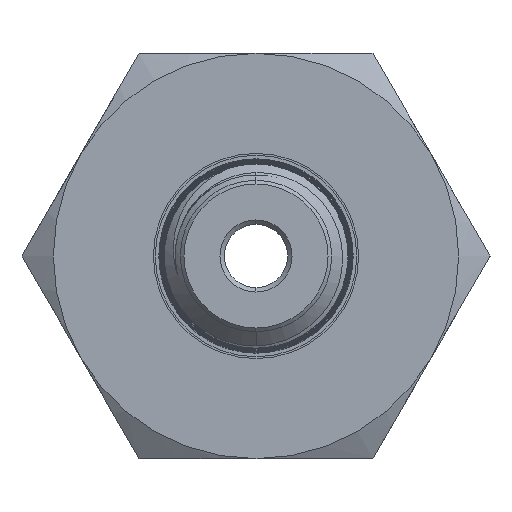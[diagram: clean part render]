
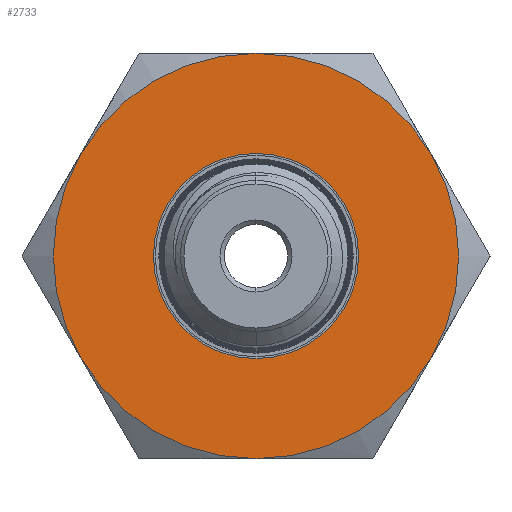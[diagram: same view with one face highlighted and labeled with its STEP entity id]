
A CAD part, left-side view. The second image highlights one B-rep face of the part: STEP entity #2733.
In plain terms, the highlighted planar face has unit normal (-1, 0, 0).
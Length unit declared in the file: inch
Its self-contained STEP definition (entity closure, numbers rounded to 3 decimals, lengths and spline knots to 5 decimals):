
#28 = FACE_OUTER_BOUND ( 'NONE', #8743, .T. ) ;
#727 = DIRECTION ( 'NONE',  ( 1., 0., 0. ) ) ;
#1014 = VERTEX_POINT ( 'NONE', #9757 ) ;
#1276 = EDGE_LOOP ( 'NONE', ( #9109, #12123 ) ) ;
#1462 = CIRCLE ( 'NONE', #4927, 0.28475 ) ;
#1522 = EDGE_CURVE ( 'NONE', #7282, #5967, #1462, .T. ) ;
#1722 = CARTESIAN_POINT ( 'NONE',  ( -0.9445, 0., 0. ) ) ;
#1780 = EDGE_CURVE ( 'NONE', #9306, #1014, #4350, .T. ) ;
#1823 = DIRECTION ( 'NONE',  ( 0., 0., -1. ) ) ;
#1865 = CARTESIAN_POINT ( 'NONE',  ( -0.9445, 0., 0. ) ) ;
#2045 = CARTESIAN_POINT ( 'NONE',  ( -0.9445, 0., 0. ) ) ;
#2483 = CARTESIAN_POINT ( 'NONE',  ( -0.9445, 0., 0. ) ) ;
#2617 = CARTESIAN_POINT ( 'NONE',  ( -0.9445, 0.48714, -0.28125 ) ) ;
#2631 = EDGE_CURVE ( 'NONE', #3159, #9547, #7985, .T. ) ;
#2733 = ADVANCED_FACE ( 'NONE', ( #8655, #28 ), #6293, .F. ) ;
#2896 = DIRECTION ( 'NONE',  ( 0., 0., 1. ) ) ;
#2951 = ORIENTED_EDGE ( 'NONE', *, *, #2631, .T. ) ;
#3118 = DIRECTION ( 'NONE',  ( 0., 0., -1. ) ) ;
#3159 = VERTEX_POINT ( 'NONE', #11761 ) ;
#3325 = VERTEX_POINT ( 'NONE', #5226 ) ;
#3379 = VERTEX_POINT ( 'NONE', #5460 ) ;
#4350 = CIRCLE ( 'NONE', #10090, 0.5625 ) ;
#4927 = AXIS2_PLACEMENT_3D ( 'NONE', #10554, #12869, #1823 ) ;
#5226 = CARTESIAN_POINT ( 'NONE',  ( -0.9445, 0., 0.5625 ) ) ;
#5275 = CIRCLE ( 'NONE', #8855, 0.5625 ) ;
#5460 = CARTESIAN_POINT ( 'NONE',  ( -0.9445, -0.48714, 0.28125 ) ) ;
#5514 = DIRECTION ( 'NONE',  ( 0., 0., 1. ) ) ;
#5967 = VERTEX_POINT ( 'NONE', #10629 ) ;
#6194 = CIRCLE ( 'NONE', #10451, 0.5625 ) ;
#6250 = CARTESIAN_POINT ( 'NONE',  ( -0.9445, 0., 0. ) ) ;
#6293 = PLANE ( 'NONE',  #13813 ) ;
#6367 = CIRCLE ( 'NONE', #14323, 0.5625 ) ;
#6576 = CARTESIAN_POINT ( 'NONE',  ( -0.9445, 0., 0. ) ) ;
#6791 = ORIENTED_EDGE ( 'NONE', *, *, #1780, .T. ) ;
#7282 = VERTEX_POINT ( 'NONE', #12828 ) ;
#7316 = CARTESIAN_POINT ( 'NONE',  ( -0.9445, 0., 0. ) ) ;
#7337 = EDGE_CURVE ( 'NONE', #5967, #7282, #14326, .T. ) ;
#7532 = DIRECTION ( 'NONE',  ( 0., 0., 1. ) ) ;
#7985 = CIRCLE ( 'NONE', #13537, 0.5625 ) ;
#8081 = CARTESIAN_POINT ( 'NONE',  ( -0.9445, 0., 0. ) ) ;
#8122 = DIRECTION ( 'NONE',  ( 0., 0., 1. ) ) ;
#8551 = DIRECTION ( 'NONE',  ( -1., 0., 0. ) ) ;
#8594 = DIRECTION ( 'NONE',  ( 0., 0., -1. ) ) ;
#8655 = FACE_BOUND ( 'NONE', #1276, .T. ) ;
#8743 = EDGE_LOOP ( 'NONE', ( #9722, #2951, #11427, #6791, #13650, #11429 ) ) ;
#8789 = DIRECTION ( 'NONE',  ( -1., 0., 0. ) ) ;
#8855 = AXIS2_PLACEMENT_3D ( 'NONE', #1722, #9289, #9382 ) ;
#9109 = ORIENTED_EDGE ( 'NONE', *, *, #1522, .T. ) ;
#9289 = DIRECTION ( 'NONE',  ( -1., 0., 0. ) ) ;
#9306 = VERTEX_POINT ( 'NONE', #11129 ) ;
#9382 = DIRECTION ( 'NONE',  ( 0., 0., 1. ) ) ;
#9547 = VERTEX_POINT ( 'NONE', #2617 ) ;
#9722 = ORIENTED_EDGE ( 'NONE', *, *, #14313, .T. ) ;
#9757 = CARTESIAN_POINT ( 'NONE',  ( -0.9445, -0.48714, -0.28125 ) ) ;
#9950 = EDGE_CURVE ( 'NONE', #1014, #3379, #6367, .T. ) ;
#10090 = AXIS2_PLACEMENT_3D ( 'NONE', #6576, #8789, #5514 ) ;
#10200 = DIRECTION ( 'NONE',  ( -1., 0., 0. ) ) ;
#10367 = DIRECTION ( 'NONE',  ( -1., 0., 0. ) ) ;
#10451 = AXIS2_PLACEMENT_3D ( 'NONE', #2483, #10200, #13536 ) ;
#10554 = CARTESIAN_POINT ( 'NONE',  ( -0.9445, 0., 0. ) ) ;
#10629 = CARTESIAN_POINT ( 'NONE',  ( -0.9445, 0., 0.28475 ) ) ;
#10682 = EDGE_CURVE ( 'NONE', #9547, #9306, #6194, .T. ) ;
#10829 = CIRCLE ( 'NONE', #11576, 0.5625 ) ;
#11129 = CARTESIAN_POINT ( 'NONE',  ( -0.9445, 0., -0.5625 ) ) ;
#11427 = ORIENTED_EDGE ( 'NONE', *, *, #10682, .T. ) ;
#11429 = ORIENTED_EDGE ( 'NONE', *, *, #12671, .T. ) ;
#11576 = AXIS2_PLACEMENT_3D ( 'NONE', #8081, #10367, #8122 ) ;
#11759 = DIRECTION ( 'NONE',  ( -1., 0., 0. ) ) ;
#11761 = CARTESIAN_POINT ( 'NONE',  ( -0.9445, 0.48714, 0.28125 ) ) ;
#12123 = ORIENTED_EDGE ( 'NONE', *, *, #7337, .T. ) ;
#12671 = EDGE_CURVE ( 'NONE', #3379, #3325, #10829, .T. ) ;
#12828 = CARTESIAN_POINT ( 'NONE',  ( -0.9445, 0., -0.28475 ) ) ;
#12869 = DIRECTION ( 'NONE',  ( 1., 0., 0. ) ) ;
#13536 = DIRECTION ( 'NONE',  ( 0., 0., 1. ) ) ;
#13537 = AXIS2_PLACEMENT_3D ( 'NONE', #1865, #11759, #2896 ) ;
#13650 = ORIENTED_EDGE ( 'NONE', *, *, #9950, .T. ) ;
#13695 = AXIS2_PLACEMENT_3D ( 'NONE', #2045, #14067, #3118 ) ;
#13813 = AXIS2_PLACEMENT_3D ( 'NONE', #7316, #727, #8594 ) ;
#14067 = DIRECTION ( 'NONE',  ( 1., 0., 0. ) ) ;
#14313 = EDGE_CURVE ( 'NONE', #3325, #3159, #5275, .T. ) ;
#14323 = AXIS2_PLACEMENT_3D ( 'NONE', #6250, #8551, #7532 ) ;
#14326 = CIRCLE ( 'NONE', #13695, 0.28475 ) ;
